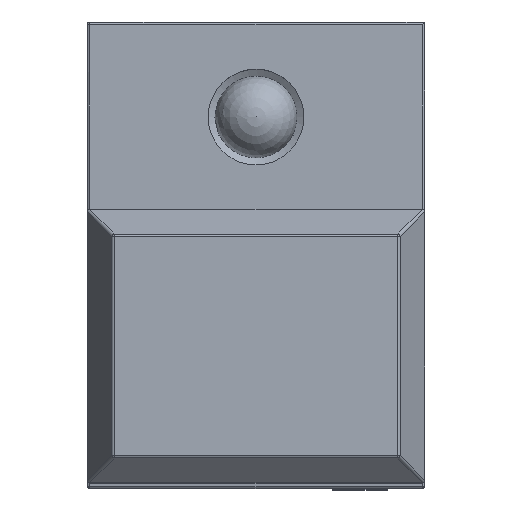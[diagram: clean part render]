
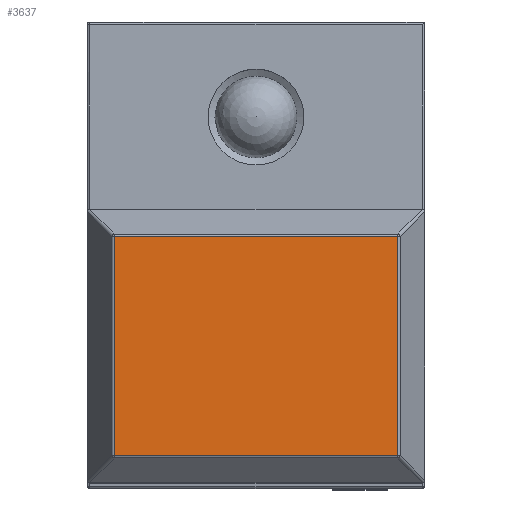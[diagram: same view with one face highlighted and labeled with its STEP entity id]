
A CAD part, top view. The second image highlights one B-rep face of the part: STEP entity #3637.
In plain terms, the highlighted planar face has unit normal (0, 0, 1).
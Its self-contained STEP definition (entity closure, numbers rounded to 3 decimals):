
#437=FACE_OUTER_BOUND('',#665,.T.);
#665=EDGE_LOOP('',(#3178,#3179,#3180,#3181));
#1033=LINE('',#6045,#1423);
#1037=LINE('',#6058,#1427);
#1039=LINE('',#6061,#1429);
#1041=LINE('',#6064,#1431);
#1423=VECTOR('',#4954,10.);
#1427=VECTOR('',#4970,10.);
#1429=VECTOR('',#4974,10.);
#1431=VECTOR('',#4978,10.);
#1744=VERTEX_POINT('',#6004);
#1752=VERTEX_POINT('',#6025);
#1755=VERTEX_POINT('',#6035);
#1758=VERTEX_POINT('',#6048);
#2231=EDGE_CURVE('',#1744,#1755,#1033,.T.);
#2238=EDGE_CURVE('',#1755,#1758,#1037,.T.);
#2240=EDGE_CURVE('',#1758,#1752,#1039,.T.);
#2242=EDGE_CURVE('',#1752,#1744,#1041,.T.);
#3178=ORIENTED_EDGE('',*,*,#2231,.F.);
#3179=ORIENTED_EDGE('',*,*,#2242,.F.);
#3180=ORIENTED_EDGE('',*,*,#2240,.F.);
#3181=ORIENTED_EDGE('',*,*,#2238,.F.);
#3413=PLANE('',#3999);
#3637=ADVANCED_FACE('',(#437),#3413,.T.);
#3999=AXIS2_PLACEMENT_3D('',#6077,#4995,#4996);
#4954=DIRECTION('',(-1.,0.,0.));
#4970=DIRECTION('',(0.,1.,0.));
#4974=DIRECTION('',(1.,0.,0.));
#4978=DIRECTION('',(0.,-1.,0.));
#4995=DIRECTION('center_axis',(0.,0.,1.));
#4996=DIRECTION('ref_axis',(-1.,0.,0.));
#6004=CARTESIAN_POINT('',(5.179,-7.304,13.12));
#6025=CARTESIAN_POINT('',(5.179,0.704,13.12));
#6035=CARTESIAN_POINT('',(-5.179,-7.304,13.12));
#6045=CARTESIAN_POINT('',(3.088,-7.304,13.12));
#6048=CARTESIAN_POINT('',(-5.179,0.704,13.12));
#6058=CARTESIAN_POINT('',(-5.179,-5.8,13.12));
#6061=CARTESIAN_POINT('',(-3.088,0.704,13.12));
#6064=CARTESIAN_POINT('',(5.179,-0.8,13.12));
#6077=CARTESIAN_POINT('Origin',(0.,-3.3,
13.12));
